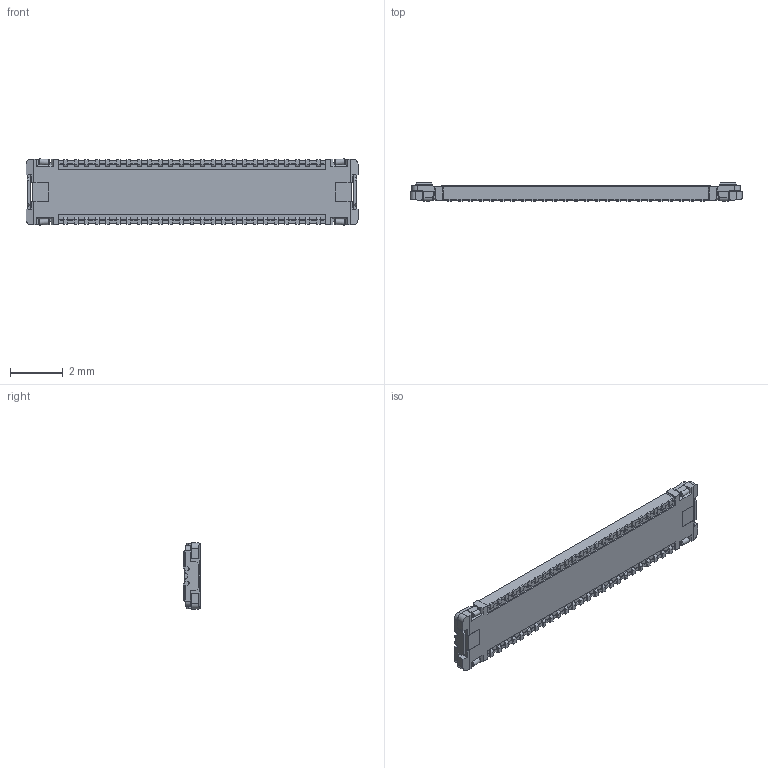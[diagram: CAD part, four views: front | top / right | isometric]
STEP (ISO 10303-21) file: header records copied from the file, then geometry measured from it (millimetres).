
FILE_DESCRIPTION(/* description */ (''),/* implementation_level */ '2;1');
FILE_NAME(/* name */ 'Board to board.stp',/* time_stamp */ '2022-07-15T12:43:09-05:00',/* author */ ('Caleb'),/* organization */ (''),/* preprocessor_version */ 'ST-DEVELOPER v19',/* originating_system */ 'Autodesk Inventor 2023',/* authorisation */ '');
FILE_SCHEMA (('AUTOMOTIVE_DESIGN { 1 0 10303 214 3 1 1 }'));
Length unit declared in the file: millimetre
Products named in the file (1): Board to board, M
Bounding box: 12.6 x 0.68 x 2.51 mm (x, y, z)
Volume: 12.6 mm3; surface area: 102 mm2
Topology: 1 solids, 1 shells, 791 faces, 2282 edges, 1440 vertices
Faces by surface type: plane 627, cylinder 152, cone 12
Entity records: 25688 total; most frequent: ORIENTED_EDGE 4564, CARTESIAN_POINT 4538, DIRECTION 4194, EDGE_CURVE 2282, LINE 1938, VECTOR 1938, VERTEX_POINT 1440, AXIS2_PLACEMENT_3D 1128
